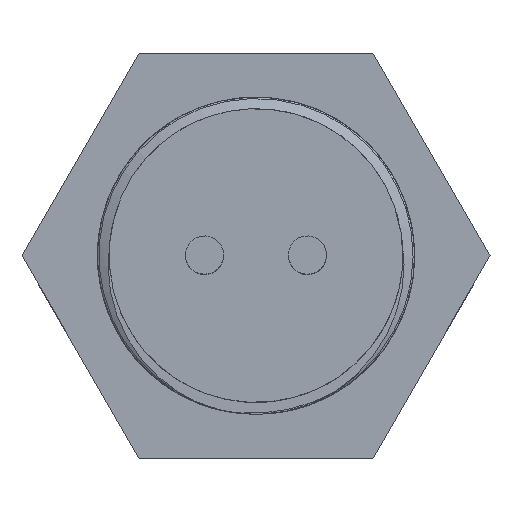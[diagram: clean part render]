
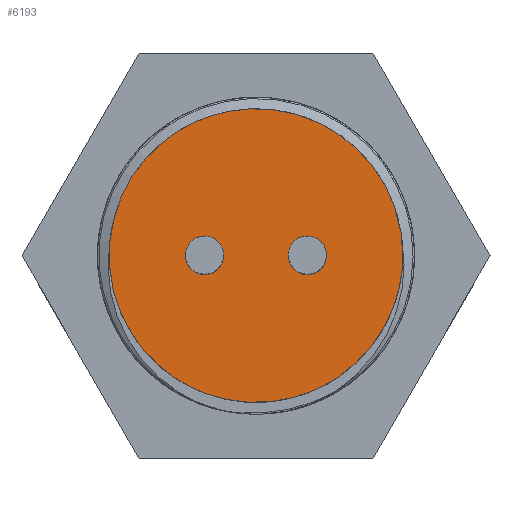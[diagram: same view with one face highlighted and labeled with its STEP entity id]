
A CAD part, top view. The second image highlights one B-rep face of the part: STEP entity #6193.
In plain terms, the highlighted free-form (B-spline) face has degree [1, 1] with [2, 2] control points.
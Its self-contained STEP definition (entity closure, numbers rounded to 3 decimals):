
#6022 = EDGE_CURVE('',#6023,#6023,#6025,.T.);
#6023 = VERTEX_POINT('',#6024);
#6024 = CARTESIAN_POINT('',(5.054,0.,
    14.152));
#6025 = ( BOUNDED_CURVE() B_SPLINE_CURVE(2,(#6026,#6027,#6028,#6029,
#6030,#6031,#6032),.UNSPECIFIED.,.T.,.F.) B_SPLINE_CURVE_WITH_KNOTS((3,2
    ,2,3),(3.142,5.236,7.33,9.425),
.PIECEWISE_BEZIER_KNOTS.) CURVE() GEOMETRIC_REPRESENTATION_ITEM() 
RATIONAL_B_SPLINE_CURVE((1.,0.5,1.,0.5,1.,0.5,1.)) REPRESENTATION_ITEM(
  '') );
#6026 = CARTESIAN_POINT('',(5.054,0.,
    14.152));
#6027 = CARTESIAN_POINT('',(5.054,8.754,
    14.152));
#6028 = CARTESIAN_POINT('',(-2.527,4.377,
    14.152));
#6029 = CARTESIAN_POINT('',(-10.108,0.,
    14.152));
#6030 = CARTESIAN_POINT('',(-2.527,-4.377,
    14.152));
#6031 = CARTESIAN_POINT('',(5.054,-8.754,
    14.152));
#6032 = CARTESIAN_POINT('',(5.054,0.,
    14.152));
#6193 = ADVANCED_FACE('',(#6194),#6197,.T.);
#6194 = FACE_BOUND('',#6195,.T.);
#6195 = EDGE_LOOP('',(#6196));
#6196 = ORIENTED_EDGE('',*,*,#6022,.T.);
#6197 = B_SPLINE_SURFACE_WITH_KNOTS('',1,1,(
    (#6198,#6199)
    ,(#6200,#6201
    )),.UNSPECIFIED.,.F.,.F.,.F.,(2,2),(2,2),(-5.,5.),(-5.,5.),
  .PIECEWISE_BEZIER_KNOTS.);
#6198 = CARTESIAN_POINT('',(-5.054,-5.054,
    14.152));
#6199 = CARTESIAN_POINT('',(-5.054,5.054,
    14.152));
#6200 = CARTESIAN_POINT('',(5.054,-5.054,
    14.152));
#6201 = CARTESIAN_POINT('',(5.054,5.054,
    14.152));
